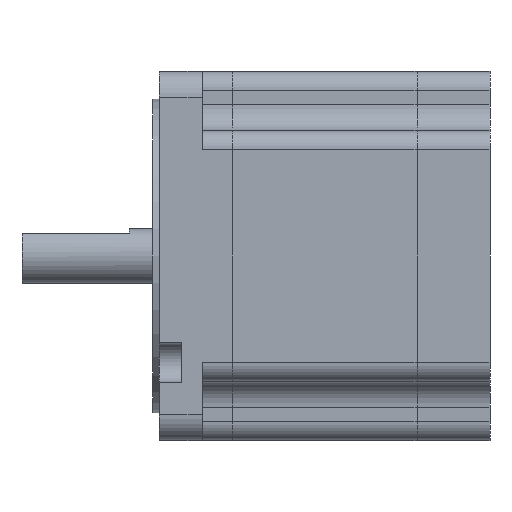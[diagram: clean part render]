
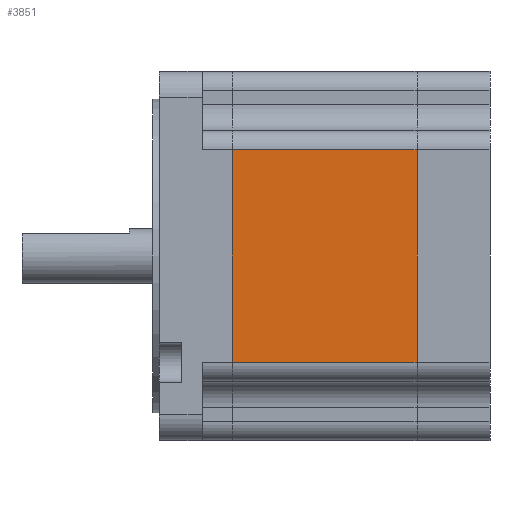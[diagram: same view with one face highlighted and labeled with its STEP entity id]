
A CAD part, left-side view. The second image highlights one B-rep face of the part: STEP entity #3851.
In plain terms, the highlighted planar face has unit normal (-1, 0, 0).
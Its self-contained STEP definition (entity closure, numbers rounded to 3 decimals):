
#115 = VECTOR ( 'NONE', #2405, 1000. ) ;
#245 = VECTOR ( 'NONE', #4577, 1000. ) ;
#396 = PLANE ( 'NONE',  #2208 ) ;
#659 = ORIENTED_EDGE ( 'NONE', *, *, #5260, .F. ) ;
#691 = CARTESIAN_POINT ( 'NONE',  ( 0., 43., -67.8 ) ) ;
#833 = DIRECTION ( 'NONE',  ( 0., 0., -1. ) ) ;
#1044 = CARTESIAN_POINT ( 'NONE',  ( 0., 43., -18.2 ) ) ;
#1126 = ORIENTED_EDGE ( 'NONE', *, *, #3765, .T. ) ;
#1189 = LINE ( 'NONE', #1570, #3536 ) ;
#1242 = CARTESIAN_POINT ( 'NONE',  ( 0., 43., -67.8 ) ) ;
#1286 = VERTEX_POINT ( 'NONE', #2844 ) ;
#1334 = VERTEX_POINT ( 'NONE', #2252 ) ;
#1570 = CARTESIAN_POINT ( 'NONE',  ( 0., 43., -67.8 ) ) ;
#1952 = VECTOR ( 'NONE', #3096, 1000. ) ;
#2208 = AXIS2_PLACEMENT_3D ( 'NONE', #1242, #3485, #833 ) ;
#2252 = CARTESIAN_POINT ( 'NONE',  ( 0., 0., -18.2 ) ) ;
#2405 = DIRECTION ( 'NONE',  ( 0., 0., 1. ) ) ;
#2461 = DIRECTION ( 'NONE',  ( 0., -1., 0. ) ) ;
#2615 = VERTEX_POINT ( 'NONE', #691 ) ;
#2649 = CARTESIAN_POINT ( 'NONE',  ( 0., 0., -67.8 ) ) ;
#2738 = ORIENTED_EDGE ( 'NONE', *, *, #3404, .T. ) ;
#2844 = CARTESIAN_POINT ( 'NONE',  ( 0., 0., -67.8 ) ) ;
#2989 = LINE ( 'NONE', #2649, #1952 ) ;
#3096 = DIRECTION ( 'NONE',  ( 0., 0., 1. ) ) ;
#3149 = ORIENTED_EDGE ( 'NONE', *, *, #4812, .F. ) ;
#3300 = CARTESIAN_POINT ( 'NONE',  ( 0., 43., -67.8 ) ) ;
#3404 = EDGE_CURVE ( 'NONE', #1286, #1334, #2989, .T. ) ;
#3485 = DIRECTION ( 'NONE',  ( 1., 0., 0. ) ) ;
#3536 = VECTOR ( 'NONE', #2461, 1000. ) ;
#3629 = VERTEX_POINT ( 'NONE', #4565 ) ;
#3765 = EDGE_CURVE ( 'NONE', #2615, #1286, #1189, .T. ) ;
#3851 = ADVANCED_FACE ( 'NONE', ( #5514 ), #396, .F. ) ;
#4565 = CARTESIAN_POINT ( 'NONE',  ( 0., 43., -18.2 ) ) ;
#4577 = DIRECTION ( 'NONE',  ( 0., -1., 0. ) ) ;
#4812 = EDGE_CURVE ( 'NONE', #2615, #3629, #5087, .T. ) ;
#4933 = LINE ( 'NONE', #1044, #245 ) ;
#5077 = EDGE_LOOP ( 'NONE', ( #2738, #659, #3149, #1126 ) ) ;
#5087 = LINE ( 'NONE', #3300, #115 ) ;
#5260 = EDGE_CURVE ( 'NONE', #3629, #1334, #4933, .T. ) ;
#5514 = FACE_OUTER_BOUND ( 'NONE', #5077, .T. ) ;
